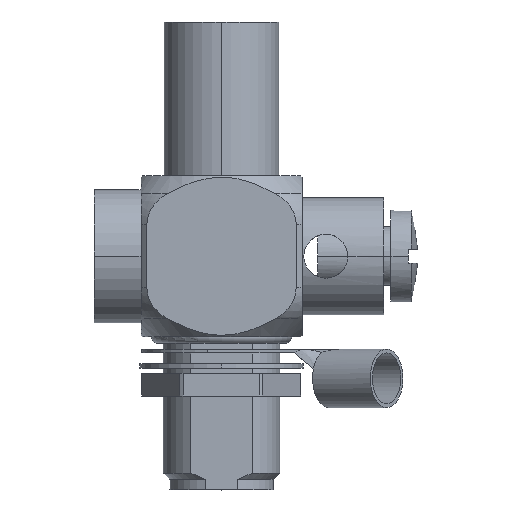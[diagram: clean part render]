
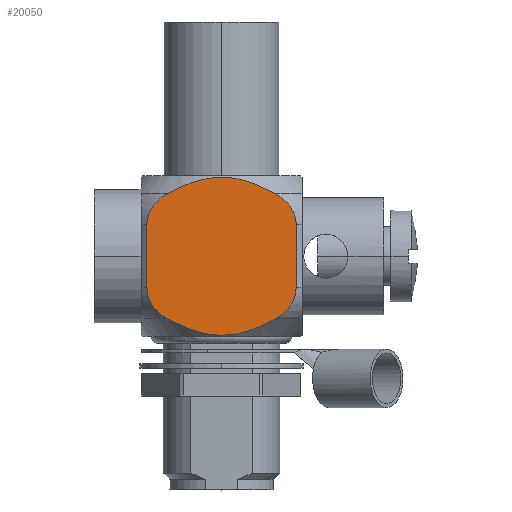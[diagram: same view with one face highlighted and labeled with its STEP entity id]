
A CAD part, left-side view. The second image highlights one B-rep face of the part: STEP entity #20050.
In plain terms, the highlighted face is planar.
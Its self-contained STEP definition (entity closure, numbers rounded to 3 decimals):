
#18360=CARTESIAN_POINT('',(11.,10.198,4.315));
#18370=VERTEX_POINT('',#18360);
#18400=CARTESIAN_POINT('',(11.,7.373,8.557));
#18410=CARTESIAN_POINT('',(11.,7.605,8.429));
#18420=CARTESIAN_POINT('',(11.,7.838,8.282));
#18430=CARTESIAN_POINT('',(11.,8.394,7.882));
#18440=CARTESIAN_POINT('',(11.,8.702,7.61));
#18450=CARTESIAN_POINT('',(11.,9.145,7.129));
#18460=CARTESIAN_POINT('',(11.,9.335,6.889));
#18470=CARTESIAN_POINT('',(11.,9.664,6.376));
#18480=CARTESIAN_POINT('',(11.,9.802,6.103));
#18490=CARTESIAN_POINT('',(11.,9.994,5.615));
#18500=CARTESIAN_POINT('',(11.,10.072,5.357));
#18510=CARTESIAN_POINT('',(11.,10.174,4.829));
#18520=CARTESIAN_POINT('',(11.,10.198,4.561));
#18530=CARTESIAN_POINT('',(11.,10.198,4.315));
#18540=B_SPLINE_CURVE_WITH_KNOTS('',3,(#18400,#18410,#18420,#18430,
#18440,#18450,#18460,#18470,#18480,#18490,#18500,#18510,#18520,#18530),
.UNSPECIFIED.,.F.,.F.,(4,2,2,2,2,2,4),(3.165,3.241
,3.353,3.437,3.521,3.595,
3.668),.UNSPECIFIED.);
#18550=CARTESIAN_POINT('',(11.,7.373,8.557));
#18560=VERTEX_POINT('',#18550);
#18570=EDGE_CURVE('',#18560,#18370,#18540,.T.);
#18880=CARTESIAN_POINT('',(11.,10.198,-4.315));
#18890=VERTEX_POINT('',#18880);
#18920=CARTESIAN_POINT('',(11.,10.198,-4.315));
#18930=DIRECTION('',(0.,0.,1.));
#18940=VECTOR('',#18930,8.629);
#18950=LINE('',#18920,#18940);
#18960=EDGE_CURVE('',#18890,#18370,#18950,.T.);
#19090=CARTESIAN_POINT('',(11.,11.,0.));
#19100=DIRECTION('',(1.,-0.,0.));
#19110=DIRECTION('',(0.,0.,-1.));
#19120=AXIS2_PLACEMENT_3D('',#19090,#19100,#19110);
#19130=PLANE('',#19120);
#19140=ORIENTED_EDGE('',*,*,#18960,.T.);
#19150=CARTESIAN_POINT('',(11.,10.198,-4.315));
#19160=CARTESIAN_POINT('',(11.,10.198,-4.561));
#19170=CARTESIAN_POINT('',(11.,10.174,-4.829));
#19180=CARTESIAN_POINT('',(11.,10.072,-5.357));
#19190=CARTESIAN_POINT('',(11.,9.994,-5.615));
#19200=CARTESIAN_POINT('',(11.,9.802,-6.103));
#19210=CARTESIAN_POINT('',(11.,9.664,-6.376));
#19220=CARTESIAN_POINT('',(11.,9.335,-6.889));
#19230=CARTESIAN_POINT('',(11.,9.145,-7.129));
#19240=CARTESIAN_POINT('',(11.,8.702,-7.61));
#19250=CARTESIAN_POINT('',(11.,8.394,-7.882));
#19260=CARTESIAN_POINT('',(11.,7.838,-8.282));
#19270=CARTESIAN_POINT('',(11.,7.605,-8.429));
#19280=CARTESIAN_POINT('',(11.,7.373,-8.557));
#19290=B_SPLINE_CURVE_WITH_KNOTS('',3,(#19150,#19160,#19170,#19180,
#19190,#19200,#19210,#19220,#19230,#19240,#19250,#19260,#19270,#19280),
.UNSPECIFIED.,.F.,.F.,(4,2,2,2,2,2,4),(1.223,1.297
,1.37,1.454,1.538,1.65,
1.726),.UNSPECIFIED.);
#19300=CARTESIAN_POINT('',(11.,7.373,-8.557));
#19310=VERTEX_POINT('',#19300);
#19320=EDGE_CURVE('',#18890,#19310,#19290,.T.);
#19330=ORIENTED_EDGE('',*,*,#19320,.F.);
#19340=CARTESIAN_POINT('',(11.,-7.373,-8.557));
#19350=CARTESIAN_POINT('',(11.,0.,-12.663));
#19360=CARTESIAN_POINT('',(11.,7.373,-8.557));
#19370=(BOUNDED_CURVE() B_SPLINE_CURVE(2,(#19340,#19350,#19360),
.UNSPECIFIED.,.F.,.F.) B_SPLINE_CURVE_WITH_KNOTS((3,3),(
0.695,2.732),.UNSPECIFIED.) CURVE() 
GEOMETRIC_REPRESENTATION_ITEM() RATIONAL_B_SPLINE_CURVE((1.229
,1.48,1.229)) REPRESENTATION_ITEM(''));
#19380=CARTESIAN_POINT('',(11.,0.,-10.8));
#19390=VERTEX_POINT('',#19380);
#19400=EDGE_CURVE('',#19390,#19310,#19370,.T.);
#19410=ORIENTED_EDGE('',*,*,#19400,.T.);
#19420=CARTESIAN_POINT('',(11.,-7.373,-8.557));
#19430=VERTEX_POINT('',#19420);
#19440=EDGE_CURVE('',#19430,#19390,#19370,.T.);
#19450=ORIENTED_EDGE('',*,*,#19440,.T.);
#19460=CARTESIAN_POINT('',(11.,-7.373,-8.557));
#19470=CARTESIAN_POINT('',(11.,-7.605,-8.429));
#19480=CARTESIAN_POINT('',(11.,-7.838,-8.282));
#19490=CARTESIAN_POINT('',(11.,-8.394,-7.882));
#19500=CARTESIAN_POINT('',(11.,-8.702,-7.61));
#19510=CARTESIAN_POINT('',(11.,-9.145,-7.129));
#19520=CARTESIAN_POINT('',(11.,-9.335,-6.889));
#19530=CARTESIAN_POINT('',(11.,-9.664,-6.376));
#19540=CARTESIAN_POINT('',(11.,-9.802,-6.103));
#19550=CARTESIAN_POINT('',(11.,-9.994,-5.615));
#19560=CARTESIAN_POINT('',(11.,-10.072,-5.357));
#19570=CARTESIAN_POINT('',(11.,-10.174,-4.829));
#19580=CARTESIAN_POINT('',(11.,-10.198,-4.561));
#19590=CARTESIAN_POINT('',(11.,-10.198,-4.315));
#19600=B_SPLINE_CURVE_WITH_KNOTS('',3,(#19460,#19470,#19480,#19490,
#19500,#19510,#19520,#19530,#19540,#19550,#19560,#19570,#19580,#19590),
.UNSPECIFIED.,.F.,.F.,(4,2,2,2,2,2,4),(3.165,3.241
,3.353,3.437,3.521,3.595,
3.668),.UNSPECIFIED.);
#19610=CARTESIAN_POINT('',(11.,-10.198,-4.315));
#19620=VERTEX_POINT('',#19610);
#19630=EDGE_CURVE('',#19430,#19620,#19600,.T.);
#19640=ORIENTED_EDGE('',*,*,#19630,.F.);
#19650=CARTESIAN_POINT('',(11.,-10.198,4.315));
#19660=DIRECTION('',(0.,0.,-1.));
#19670=VECTOR('',#19660,8.629);
#19680=LINE('',#19650,#19670);
#19690=CARTESIAN_POINT('',(11.,-10.198,4.315));
#19700=VERTEX_POINT('',#19690);
#19710=EDGE_CURVE('',#19700,#19620,#19680,.T.);
#19720=ORIENTED_EDGE('',*,*,#19710,.T.);
#19730=CARTESIAN_POINT('',(11.,-10.198,4.315));
#19740=CARTESIAN_POINT('',(11.,-10.198,4.561));
#19750=CARTESIAN_POINT('',(11.,-10.174,4.829));
#19760=CARTESIAN_POINT('',(11.,-10.072,5.357));
#19770=CARTESIAN_POINT('',(11.,-9.994,5.615));
#19780=CARTESIAN_POINT('',(11.,-9.802,6.103));
#19790=CARTESIAN_POINT('',(11.,-9.664,6.376));
#19800=CARTESIAN_POINT('',(11.,-9.335,6.889));
#19810=CARTESIAN_POINT('',(11.,-9.145,7.129));
#19820=CARTESIAN_POINT('',(11.,-8.702,7.61));
#19830=CARTESIAN_POINT('',(11.,-8.394,7.882));
#19840=CARTESIAN_POINT('',(11.,-7.838,8.282));
#19850=CARTESIAN_POINT('',(11.,-7.605,8.429));
#19860=CARTESIAN_POINT('',(11.,-7.373,8.557));
#19870=B_SPLINE_CURVE_WITH_KNOTS('',3,(#19730,#19740,#19750,#19760,
#19770,#19780,#19790,#19800,#19810,#19820,#19830,#19840,#19850,#19860),
.UNSPECIFIED.,.F.,.F.,(4,2,2,2,2,2,4),(1.223,1.297
,1.37,1.454,1.538,1.65,
1.726),.UNSPECIFIED.);
#19880=CARTESIAN_POINT('',(11.,-7.373,8.557));
#19890=VERTEX_POINT('',#19880);
#19900=EDGE_CURVE('',#19700,#19890,#19870,.T.);
#19910=ORIENTED_EDGE('',*,*,#19900,.F.);
#19920=CARTESIAN_POINT('',(11.,7.373,8.557));
#19930=CARTESIAN_POINT('',(11.,0.,12.663));
#19940=CARTESIAN_POINT('',(11.,-7.373,8.557));
#19950=(BOUNDED_CURVE() B_SPLINE_CURVE(2,(#19920,#19930,#19940),
.UNSPECIFIED.,.F.,.F.) B_SPLINE_CURVE_WITH_KNOTS((3,3),(
0.695,2.732),.UNSPECIFIED.) CURVE() 
GEOMETRIC_REPRESENTATION_ITEM() RATIONAL_B_SPLINE_CURVE((1.229
,1.48,1.229)) REPRESENTATION_ITEM(''));
#19960=CARTESIAN_POINT('',(11.,0.,
10.8));
#19970=VERTEX_POINT('',#19960);
#19980=EDGE_CURVE('',#19970,#19890,#19950,.T.);
#19990=ORIENTED_EDGE('',*,*,#19980,.T.);
#20000=EDGE_CURVE('',#18560,#19970,#19950,.T.);
#20010=ORIENTED_EDGE('',*,*,#20000,.T.);
#20020=ORIENTED_EDGE('',*,*,#18570,.F.);
#20030=EDGE_LOOP('',(#20020,#20010,#19990,#19910,#19720,#19640,#19450,
#19410,#19330,#19140));
#20040=FACE_OUTER_BOUND('',#20030,.T.);
#20050=ADVANCED_FACE('',(#20040),#19130,.T.);
